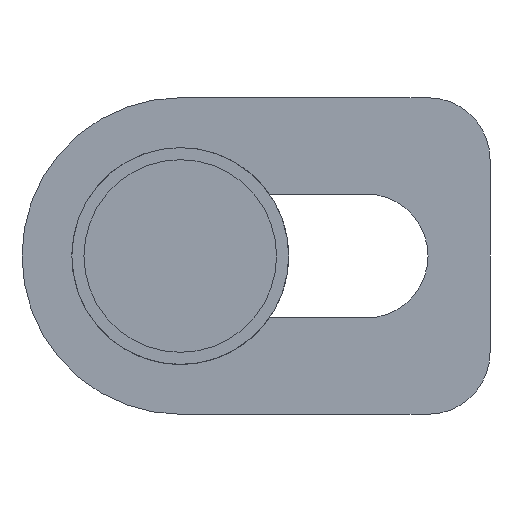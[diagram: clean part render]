
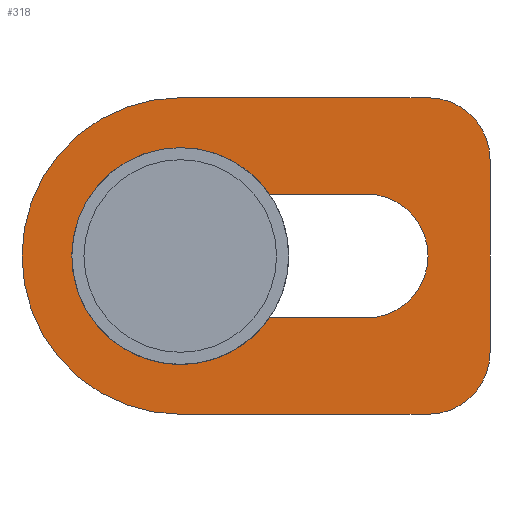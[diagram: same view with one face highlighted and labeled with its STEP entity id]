
A CAD part, left-side view. The second image highlights one B-rep face of the part: STEP entity #318.
In plain terms, the highlighted planar face has unit normal (-1, 0, 0).
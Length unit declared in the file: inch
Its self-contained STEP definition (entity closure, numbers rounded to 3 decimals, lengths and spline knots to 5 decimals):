
#19=FACE_BOUND('',#67,.T.);
#28=PLANE('',#366);
#44=FACE_OUTER_BOUND('',#66,.T.);
#66=EDGE_LOOP('',(#273,#274,#275,#276,#277,#278));
#67=EDGE_LOOP('',(#279,#280,#281,#282,#283));
#73=LINE('',#493,#98);
#77=LINE('',#504,#102);
#83=LINE('',#517,#108);
#92=LINE('',#550,#117);
#95=LINE('',#554,#120);
#98=VECTOR('',#398,0.4);
#102=VECTOR('',#406,0.31102);
#108=VECTOR('',#414,0.4);
#117=VECTOR('',#453,0.15639);
#120=VECTOR('',#458,0.15639);
#124=CIRCLE('',#342,0.175);
#126=CIRCLE('',#344,0.175);
#128=CIRCLE('',#351,0.25551);
#133=CIRCLE('',#358,0.1);
#137=CIRCLE('',#367,0.1);
#138=CIRCLE('',#368,0.1);
#141=VERTEX_POINT('',#480);
#142=VERTEX_POINT('',#481);
#143=VERTEX_POINT('',#483);
#145=VERTEX_POINT('',#491);
#146=VERTEX_POINT('',#492);
#150=VERTEX_POINT('',#502);
#151=VERTEX_POINT('',#503);
#156=VERTEX_POINT('',#514);
#157=VERTEX_POINT('',#516);
#164=VERTEX_POINT('',#535);
#165=VERTEX_POINT('',#537);
#171=EDGE_CURVE('',#142,#143,#124,.T.);
#174=EDGE_CURVE('',#143,#141,#126,.T.);
#175=EDGE_CURVE('',#145,#146,#73,.T.);
#180=EDGE_CURVE('',#150,#151,#77,.T.);
#186=EDGE_CURVE('',#156,#157,#83,.T.);
#188=EDGE_CURVE('',#157,#145,#128,.F.);
#196=EDGE_CURVE('',#165,#164,#133,.T.);
#204=EDGE_CURVE('',#142,#165,#92,.T.);
#207=EDGE_CURVE('',#164,#141,#95,.T.);
#208=EDGE_CURVE('',#156,#151,#137,.T.);
#209=EDGE_CURVE('',#150,#146,#138,.T.);
#273=ORIENTED_EDGE('',*,*,#186,.F.);
#274=ORIENTED_EDGE('',*,*,#208,.T.);
#275=ORIENTED_EDGE('',*,*,#180,.F.);
#276=ORIENTED_EDGE('',*,*,#209,.T.);
#277=ORIENTED_EDGE('',*,*,#175,.F.);
#278=ORIENTED_EDGE('',*,*,#188,.F.);
#279=ORIENTED_EDGE('',*,*,#207,.T.);
#280=ORIENTED_EDGE('',*,*,#174,.F.);
#281=ORIENTED_EDGE('',*,*,#171,.F.);
#282=ORIENTED_EDGE('',*,*,#204,.T.);
#283=ORIENTED_EDGE('',*,*,#196,.T.);
#318=ADVANCED_FACE('',(#44,#19),#28,.T.);
#342=AXIS2_PLACEMENT_3D('',#484,#387,#388);
#344=AXIS2_PLACEMENT_3D('',#488,#392,#393);
#351=AXIS2_PLACEMENT_3D('',#520,#418,#419);
#358=AXIS2_PLACEMENT_3D('',#538,#435,#436);
#366=AXIS2_PLACEMENT_3D('',#555,#459,#460);
#367=AXIS2_PLACEMENT_3D('',#556,#461,#462);
#368=AXIS2_PLACEMENT_3D('',#557,#463,#464);
#387=DIRECTION('center_axis',(-1.,0.,0.));
#388=DIRECTION('ref_axis',(0.,0.,1.));
#392=DIRECTION('center_axis',(-1.,0.,0.));
#393=DIRECTION('ref_axis',(0.,0.,1.));
#398=DIRECTION('',(0.,-1.,0.));
#406=DIRECTION('',(0.,0.,-1.));
#414=DIRECTION('',(0.,1.,0.));
#418=DIRECTION('center_axis',(-1.,0.,0.));
#419=DIRECTION('ref_axis',(0.,0.,1.));
#435=DIRECTION('center_axis',(1.,0.,0.));
#436=DIRECTION('ref_axis',(0.,0.,-1.));
#453=DIRECTION('',(0.,-1.,0.));
#458=DIRECTION('',(0.,1.,0.));
#459=DIRECTION('center_axis',(-1.,0.,0.));
#460=DIRECTION('ref_axis',(0.,0.,1.));
#461=DIRECTION('center_axis',(-1.,0.,0.));
#462=DIRECTION('ref_axis',(0.,0.,1.));
#463=DIRECTION('center_axis',(-1.,0.,0.));
#464=DIRECTION('ref_axis',(0.,0.,1.));
#480=CARTESIAN_POINT('',(0.3,-0.14361,-0.1));
#481=CARTESIAN_POINT('',(0.3,-0.14361,0.1));
#483=CARTESIAN_POINT('',(0.3,0.,0.175));
#484=CARTESIAN_POINT('Origin',(0.3,0.,0.));
#488=CARTESIAN_POINT('Origin',(0.3,0.,0.));
#491=CARTESIAN_POINT('',(0.3,0.,0.25551));
#492=CARTESIAN_POINT('',(0.3,-0.4,0.25551));
#493=CARTESIAN_POINT('',(0.3,0.,0.25551));
#502=CARTESIAN_POINT('',(0.3,-0.5,0.15551));
#503=CARTESIAN_POINT('',(0.3,-0.5,-0.15551));
#504=CARTESIAN_POINT('',(0.3,-0.5,0.15551));
#514=CARTESIAN_POINT('',(0.3,-0.4,-0.25551));
#516=CARTESIAN_POINT('',(0.3,0.,-0.25551));
#517=CARTESIAN_POINT('',(0.3,-0.4,-0.25551));
#520=CARTESIAN_POINT('Origin',(0.3,0.,0.));
#535=CARTESIAN_POINT('',(0.3,-0.3,-0.1));
#537=CARTESIAN_POINT('',(0.3,-0.3,0.1));
#538=CARTESIAN_POINT('Origin',(0.3,-0.3,0.));
#550=CARTESIAN_POINT('',(0.3,-0.14361,0.1));
#554=CARTESIAN_POINT('',(0.3,-0.3,-0.1));
#555=CARTESIAN_POINT('Origin',(0.3,0.,0.));
#556=CARTESIAN_POINT('Origin',(0.3,-0.4,-0.15551));
#557=CARTESIAN_POINT('Origin',(0.3,-0.4,0.15551));
